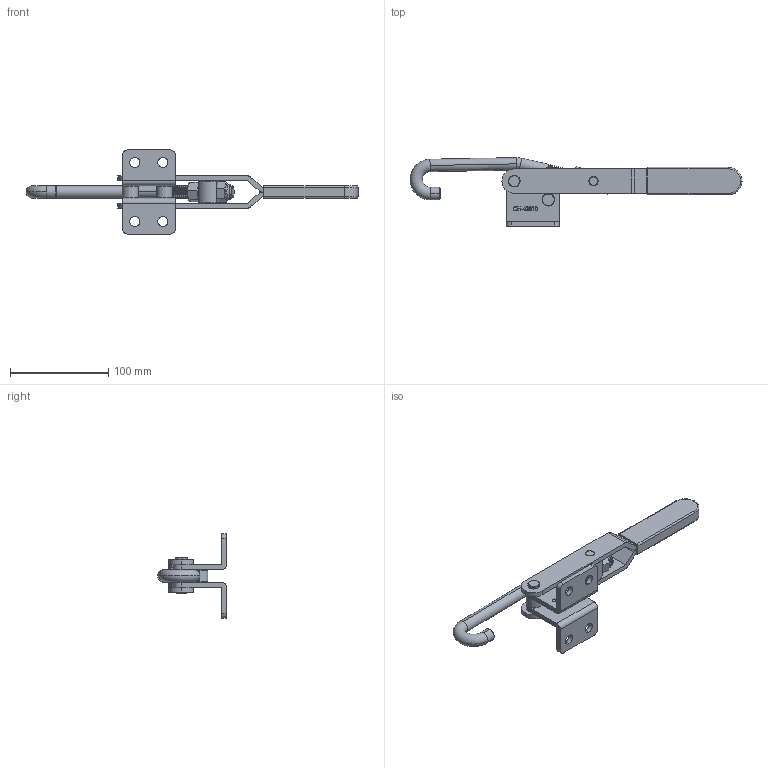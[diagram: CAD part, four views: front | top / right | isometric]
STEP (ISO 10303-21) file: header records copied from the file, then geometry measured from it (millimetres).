
FILE_DESCRIPTION (( 'STEP AP203' ), '1' );
FILE_NAME ('CH-43810.STEP', '2010-06-07T12:38:36', ( '微软用户' ), ( '微软中国' ), 'SwSTEP 2.0', 'SolidWorks 2008', '' );
FILE_SCHEMA (( 'CONFIG_CONTROL_DESIGN' ));
Length unit declared in the file: millimetre
Products named in the file (11): 5_默认; 8_默认; 2_默认; CH-43810; 1_默认; 6_默认; 3_默认; 7_默认; 4_默认; 1-2防栓螺母_默认; 1-2螺母_默认
Assembly tree (10 placements, depth 2):
  CH-43810
    8_默认
    6_默认
    4_默认
    1_默认
    3_默认
    1-2防栓螺母_默认
    1-2螺母_默认
    2_默认
    5_默认
    7_默认
Bounding box: 338.12 x 69.93 x 85.7 mm (x, y, z)
Volume: 156730.8 mm3; surface area: 85913.5 mm2
Topology: 12 solids, 12 shells, 649 faces, 1735 edges, 1143 vertices
Faces by surface type: plane 219, bspline 187, cylinder 181, cone 52, torus 10
Entity records: 32974 total; most frequent: CARTESIAN_POINT 17239, ORIENTED_EDGE 3470, DIRECTION 2335, EDGE_CURVE 1735, VERTEX_POINT 1143, LINE 869, VECTOR 869, AXIS2_PLACEMENT_3D 733
